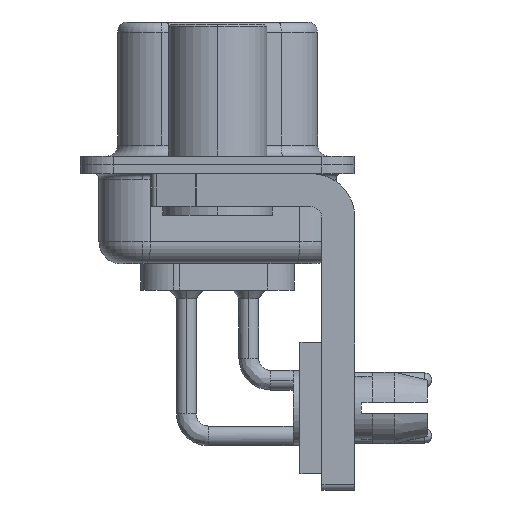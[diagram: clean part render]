
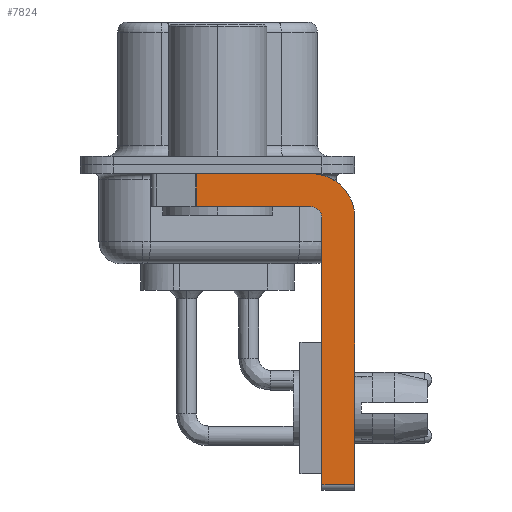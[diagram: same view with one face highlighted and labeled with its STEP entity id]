
A CAD part, left-side view. The second image highlights one B-rep face of the part: STEP entity #7824.
In plain terms, the highlighted planar face has unit normal (-1, 0, 0).
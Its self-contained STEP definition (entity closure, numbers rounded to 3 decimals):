
#256 = ORIENTED_EDGE ( 'NONE', *, *, #13164, .F. ) ;
#726 = AXIS2_PLACEMENT_3D ( 'NONE', #16646, #1977, #19141 ) ;
#1072 = DIRECTION ( 'NONE',  ( 0., 0., -1. ) ) ;
#1220 = CARTESIAN_POINT ( 'NONE',  ( -2.9, 0.978, -1.9 ) ) ;
#1252 = LINE ( 'NONE', #30830, #31565 ) ;
#1977 = DIRECTION ( 'NONE',  ( 1., 0., 0. ) ) ;
#2258 = CIRCLE ( 'NONE', #17927, 0.5 ) ;
#2672 = VERTEX_POINT ( 'NONE', #13516 ) ;
#2710 = ORIENTED_EDGE ( 'NONE', *, *, #28270, .F. ) ;
#3112 = CARTESIAN_POINT ( 'NONE',  ( -2.9, -4.25, -14.55 ) ) ;
#3732 = VERTEX_POINT ( 'NONE', #6741 ) ;
#3885 = ORIENTED_EDGE ( 'NONE', *, *, #11184, .F. ) ;
#4137 = CARTESIAN_POINT ( 'NONE',  ( -2.9, -4.25, -0.4 ) ) ;
#4361 = LINE ( 'NONE', #3112, #29646 ) ;
#4825 = VERTEX_POINT ( 'NONE', #5807 ) ;
#5687 = CARTESIAN_POINT ( 'NONE',  ( -2.9, -4.25, -1.9 ) ) ;
#5807 = CARTESIAN_POINT ( 'NONE',  ( -2.9, -6.25, -14.55 ) ) ;
#5901 = PLANE ( 'NONE',  #11425 ) ;
#6025 = ORIENTED_EDGE ( 'NONE', *, *, #12967, .F. ) ;
#6741 = CARTESIAN_POINT ( 'NONE',  ( -2.9, -4.75, -2.4 ) ) ;
#6846 = LINE ( 'NONE', #18751, #19134 ) ;
#7733 = VECTOR ( 'NONE', #27401, 1000. ) ;
#7757 = VERTEX_POINT ( 'NONE', #5687 ) ;
#7824 = ADVANCED_FACE ( 'NONE', ( #25592 ), #5901, .F. ) ;
#8245 = CARTESIAN_POINT ( 'NONE',  ( -2.9, -4.25, -2.4 ) ) ;
#8495 = DIRECTION ( 'NONE',  ( 0., 0., -1. ) ) ;
#8500 = LINE ( 'NONE', #17500, #7733 ) ;
#9732 = VERTEX_POINT ( 'NONE', #17078 ) ;
#10507 = EDGE_CURVE ( 'NONE', #22299, #4825, #4361, .T. ) ;
#10685 = DIRECTION ( 'NONE',  ( 0., 0., 1. ) ) ;
#11184 = EDGE_CURVE ( 'NONE', #22299, #3732, #8500, .T. ) ;
#11353 = ORIENTED_EDGE ( 'NONE', *, *, #26837, .T. ) ;
#11425 = AXIS2_PLACEMENT_3D ( 'NONE', #30442, #15717, #1072 ) ;
#12776 = EDGE_CURVE ( 'NONE', #7757, #2672, #25694, .T. ) ;
#12809 = CARTESIAN_POINT ( 'NONE',  ( -2.9, 0.978, -0.4 ) ) ;
#12967 = EDGE_CURVE ( 'NONE', #3732, #7757, #2258, .T. ) ;
#13164 = EDGE_CURVE ( 'NONE', #9732, #4825, #6846, .T. ) ;
#13516 = CARTESIAN_POINT ( 'NONE',  ( -2.9, 0.978, -1.9 ) ) ;
#13594 = VERTEX_POINT ( 'NONE', #12809 ) ;
#14090 = DIRECTION ( 'NONE',  ( 0., 1., 0. ) ) ;
#15717 = DIRECTION ( 'NONE',  ( 1., 0., 0. ) ) ;
#16646 = CARTESIAN_POINT ( 'NONE',  ( -2.9, -4.25, -2.4 ) ) ;
#17078 = CARTESIAN_POINT ( 'NONE',  ( -2.9, -6.25, -2.4 ) ) ;
#17500 = CARTESIAN_POINT ( 'NONE',  ( -2.9, -4.75, -14.8 ) ) ;
#17731 = ORIENTED_EDGE ( 'NONE', *, *, #12776, .F. ) ;
#17799 = EDGE_LOOP ( 'NONE', ( #27500, #11353, #17731, #6025, #3885, #22521, #256, #2710 ) ) ;
#17927 = AXIS2_PLACEMENT_3D ( 'NONE', #8245, #25439, #10685 ) ;
#18751 = CARTESIAN_POINT ( 'NONE',  ( -2.9, -6.25, -2.4 ) ) ;
#18815 = DIRECTION ( 'NONE',  ( 0., -1., 0. ) ) ;
#19134 = VECTOR ( 'NONE', #21223, 1000. ) ;
#19141 = DIRECTION ( 'NONE',  ( 0., 0., -1. ) ) ;
#20256 = DIRECTION ( 'NONE',  ( 0., -1., 0. ) ) ;
#20375 = EDGE_CURVE ( 'NONE', #13594, #29256, #1252, .T. ) ;
#21223 = DIRECTION ( 'NONE',  ( 0., 0., -1. ) ) ;
#22299 = VERTEX_POINT ( 'NONE', #28249 ) ;
#22521 = ORIENTED_EDGE ( 'NONE', *, *, #10507, .T. ) ;
#23346 = VECTOR ( 'NONE', #8495, 1000. ) ;
#23986 = CARTESIAN_POINT ( 'NONE',  ( -2.9, -4.25, -1.9 ) ) ;
#24123 = LINE ( 'NONE', #1220, #23346 ) ;
#25439 = DIRECTION ( 'NONE',  ( -1., 0., 0. ) ) ;
#25592 = FACE_OUTER_BOUND ( 'NONE', #17799, .T. ) ;
#25694 = LINE ( 'NONE', #23986, #26468 ) ;
#26468 = VECTOR ( 'NONE', #14090, 1000. ) ;
#26837 = EDGE_CURVE ( 'NONE', #13594, #2672, #24123, .T. ) ;
#27401 = DIRECTION ( 'NONE',  ( 0., 0., 1. ) ) ;
#27500 = ORIENTED_EDGE ( 'NONE', *, *, #20375, .F. ) ;
#28249 = CARTESIAN_POINT ( 'NONE',  ( -2.9, -4.75, -14.55 ) ) ;
#28270 = EDGE_CURVE ( 'NONE', #29256, #9732, #31646, .T. ) ;
#29256 = VERTEX_POINT ( 'NONE', #4137 ) ;
#29646 = VECTOR ( 'NONE', #20256, 1000. ) ;
#30442 = CARTESIAN_POINT ( 'NONE',  ( -2.9, -4.25, -2.4 ) ) ;
#30830 = CARTESIAN_POINT ( 'NONE',  ( -2.9, 3., -0.4 ) ) ;
#31565 = VECTOR ( 'NONE', #18815, 1000. ) ;
#31646 = CIRCLE ( 'NONE', #726, 2. ) ;
